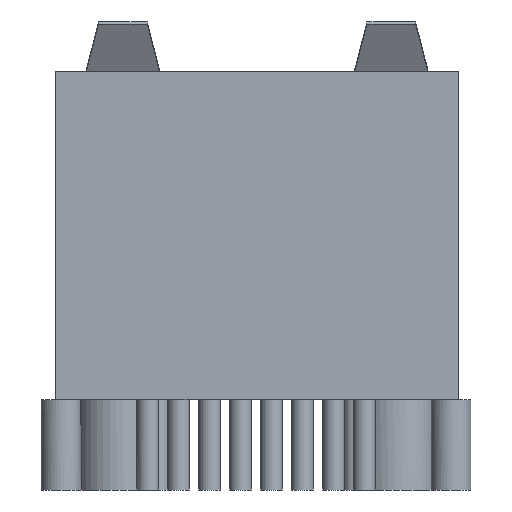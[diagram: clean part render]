
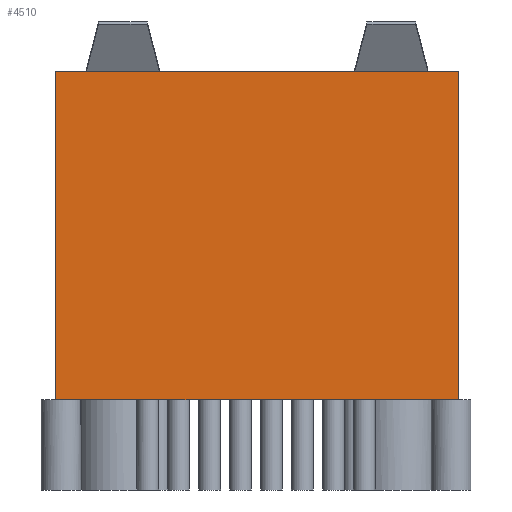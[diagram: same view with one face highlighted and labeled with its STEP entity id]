
A CAD part, front view. The second image highlights one B-rep face of the part: STEP entity #4510.
In plain terms, the highlighted free-form (B-spline) face has degree [1, 1] with [2, 2] control points.
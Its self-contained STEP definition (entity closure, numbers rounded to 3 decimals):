
#200 = B_SPLINE_SURFACE_WITH_KNOTS('',1,1,(
    (#201,#202)
    ,(#203,#204
    )),.UNSPECIFIED.,.F.,.F.,.F.,(2,2),(2,2),(0.,15.75),(-13.46,0.),
  .PIECEWISE_BEZIER_KNOTS.);
#201 = CARTESIAN_POINT('',(-8.205,10.88,13.46));
#202 = CARTESIAN_POINT('',(-8.205,10.88,0.));
#203 = CARTESIAN_POINT('',(-8.205,-10.54,13.46));
#204 = CARTESIAN_POINT('',(-8.205,-10.54,0.));
#253 = B_SPLINE_SURFACE_WITH_KNOTS('',1,1,(
    (#254,#255)
    ,(#256,#257
    )),.UNSPECIFIED.,.F.,.F.,.F.,(2,2),(2,2),(0.,15.75),(-13.46,0.),
  .PIECEWISE_BEZIER_KNOTS.);
#254 = CARTESIAN_POINT('',(8.305,-10.54,13.46));
#255 = CARTESIAN_POINT('',(8.305,-10.54,0.));
#256 = CARTESIAN_POINT('',(8.305,10.88,13.46));
#257 = CARTESIAN_POINT('',(8.305,10.88,0.));
#365 = B_SPLINE_SURFACE_WITH_KNOTS('',1,1,(
    (#366,#367)
    ,(#368,#369
    )),.UNSPECIFIED.,.F.,.F.,.F.,(2,2),(2,2),(-16.51,0.)
  ,(0.,15.75),.PIECEWISE_BEZIER_KNOTS.);
#366 = CARTESIAN_POINT('',(-8.205,10.88,0.));
#367 = CARTESIAN_POINT('',(-8.205,-10.54,0.));
#368 = CARTESIAN_POINT('',(8.305,10.88,0.));
#369 = CARTESIAN_POINT('',(8.305,-10.54,0.));
#2648 = VERTEX_POINT('',#2649);
#2649 = CARTESIAN_POINT('',(-8.205,-10.54,13.46));
#2661 = B_SPLINE_SURFACE_WITH_KNOTS('',1,1,(
    (#2662,#2663)
    ,(#2664,#2665
    )),.UNSPECIFIED.,.F.,.F.,.F.,(2,2),(2,2),(-16.51,0.)
  ,(0.,15.75),.PIECEWISE_BEZIER_KNOTS.);
#2662 = CARTESIAN_POINT('',(-8.205,10.88,13.46));
#2663 = CARTESIAN_POINT('',(-8.205,-10.54,13.46));
#2664 = CARTESIAN_POINT('',(8.305,10.88,13.46));
#2665 = CARTESIAN_POINT('',(8.305,-10.54,13.46));
#2672 = EDGE_CURVE('',#2673,#2648,#2675,.T.);
#2673 = VERTEX_POINT('',#2674);
#2674 = CARTESIAN_POINT('',(-8.205,-10.54,0.));
#2675 = SURFACE_CURVE('',#2676,(#2679,#2685),.PCURVE_S1.);
#2676 = B_SPLINE_CURVE_WITH_KNOTS('',1,(#2677,#2678),.UNSPECIFIED.,.F.,
  .F.,(2,2),(0.,13.46),.PIECEWISE_BEZIER_KNOTS.);
#2677 = CARTESIAN_POINT('',(-8.205,-10.54,0.));
#2678 = CARTESIAN_POINT('',(-8.205,-10.54,13.46));
#2679 = PCURVE('',#200,#2680);
#2680 = DEFINITIONAL_REPRESENTATION('',(#2681),#2684);
#2681 = B_SPLINE_CURVE_WITH_KNOTS('',1,(#2682,#2683),.UNSPECIFIED.,.F.,
  .F.,(2,2),(0.,13.46),.PIECEWISE_BEZIER_KNOTS.);
#2682 = CARTESIAN_POINT('',(15.75,-0.));
#2683 = CARTESIAN_POINT('',(15.75,-13.46));
#2684 = ( GEOMETRIC_REPRESENTATION_CONTEXT(2) 
PARAMETRIC_REPRESENTATION_CONTEXT() REPRESENTATION_CONTEXT('2D SPACE',''
  ) );
#2685 = PCURVE('',#2686,#2691);
#2686 = B_SPLINE_SURFACE_WITH_KNOTS('',1,1,(
    (#2687,#2688)
    ,(#2689,#2690
    )),.UNSPECIFIED.,.F.,.F.,.F.,(2,2),(2,2),(0.,16.51),(-13.46,0.),
  .PIECEWISE_BEZIER_KNOTS.);
#2687 = CARTESIAN_POINT('',(-8.205,-10.54,13.46));
#2688 = CARTESIAN_POINT('',(-8.205,-10.54,0.));
#2689 = CARTESIAN_POINT('',(8.305,-10.54,13.46));
#2690 = CARTESIAN_POINT('',(8.305,-10.54,0.));
#2691 = DEFINITIONAL_REPRESENTATION('',(#2692),#2695);
#2692 = B_SPLINE_CURVE_WITH_KNOTS('',1,(#2693,#2694),.UNSPECIFIED.,.F.,
  .F.,(2,2),(0.,13.46),.PIECEWISE_BEZIER_KNOTS.);
#2693 = CARTESIAN_POINT('',(0.,0.));
#2694 = CARTESIAN_POINT('',(0.,-13.46));
#2695 = ( GEOMETRIC_REPRESENTATION_CONTEXT(2) 
PARAMETRIC_REPRESENTATION_CONTEXT() REPRESENTATION_CONTEXT('2D SPACE',''
  ) );
#2864 = VERTEX_POINT('',#2865);
#2865 = CARTESIAN_POINT('',(8.305,-10.54,0.));
#2883 = EDGE_CURVE('',#2673,#2864,#2884,.T.);
#2884 = SURFACE_CURVE('',#2885,(#2888,#2894),.PCURVE_S1.);
#2885 = B_SPLINE_CURVE_WITH_KNOTS('',1,(#2886,#2887),.UNSPECIFIED.,.F.,
  .F.,(2,2),(0.,16.51),.PIECEWISE_BEZIER_KNOTS.);
#2886 = CARTESIAN_POINT('',(-8.205,-10.54,0.));
#2887 = CARTESIAN_POINT('',(8.305,-10.54,0.));
#2888 = PCURVE('',#365,#2889);
#2889 = DEFINITIONAL_REPRESENTATION('',(#2890),#2893);
#2890 = B_SPLINE_CURVE_WITH_KNOTS('',1,(#2891,#2892),.UNSPECIFIED.,.F.,
  .F.,(2,2),(0.,16.51),.PIECEWISE_BEZIER_KNOTS.);
#2891 = CARTESIAN_POINT('',(-16.51,15.75));
#2892 = CARTESIAN_POINT('',(0.,15.75));
#2893 = ( GEOMETRIC_REPRESENTATION_CONTEXT(2) 
PARAMETRIC_REPRESENTATION_CONTEXT() REPRESENTATION_CONTEXT('2D SPACE',''
  ) );
#2894 = PCURVE('',#2686,#2895);
#2895 = DEFINITIONAL_REPRESENTATION('',(#2896),#2899);
#2896 = B_SPLINE_CURVE_WITH_KNOTS('',1,(#2897,#2898),.UNSPECIFIED.,.F.,
  .F.,(2,2),(0.,16.51),.PIECEWISE_BEZIER_KNOTS.);
#2897 = CARTESIAN_POINT('',(0.,0.));
#2898 = CARTESIAN_POINT('',(16.51,0.));
#2899 = ( GEOMETRIC_REPRESENTATION_CONTEXT(2) 
PARAMETRIC_REPRESENTATION_CONTEXT() REPRESENTATION_CONTEXT('2D SPACE',''
  ) );
#2905 = EDGE_CURVE('',#2864,#2906,#2908,.T.);
#2906 = VERTEX_POINT('',#2907);
#2907 = CARTESIAN_POINT('',(8.305,-10.54,13.46));
#2908 = SURFACE_CURVE('',#2909,(#2912,#2918),.PCURVE_S1.);
#2909 = B_SPLINE_CURVE_WITH_KNOTS('',1,(#2910,#2911),.UNSPECIFIED.,.F.,
  .F.,(2,2),(0.,13.46),.PIECEWISE_BEZIER_KNOTS.);
#2910 = CARTESIAN_POINT('',(8.305,-10.54,0.));
#2911 = CARTESIAN_POINT('',(8.305,-10.54,13.46));
#2912 = PCURVE('',#253,#2913);
#2913 = DEFINITIONAL_REPRESENTATION('',(#2914),#2917);
#2914 = B_SPLINE_CURVE_WITH_KNOTS('',1,(#2915,#2916),.UNSPECIFIED.,.F.,
  .F.,(2,2),(0.,13.46),.PIECEWISE_BEZIER_KNOTS.);
#2915 = CARTESIAN_POINT('',(0.,0.));
#2916 = CARTESIAN_POINT('',(0.,-13.46));
#2917 = ( GEOMETRIC_REPRESENTATION_CONTEXT(2) 
PARAMETRIC_REPRESENTATION_CONTEXT() REPRESENTATION_CONTEXT('2D SPACE',''
  ) );
#2918 = PCURVE('',#2686,#2919);
#2919 = DEFINITIONAL_REPRESENTATION('',(#2920),#2923);
#2920 = B_SPLINE_CURVE_WITH_KNOTS('',1,(#2921,#2922),.UNSPECIFIED.,.F.,
  .F.,(2,2),(0.,13.46),.PIECEWISE_BEZIER_KNOTS.);
#2921 = CARTESIAN_POINT('',(16.51,0.));
#2922 = CARTESIAN_POINT('',(16.51,-13.46));
#2923 = ( GEOMETRIC_REPRESENTATION_CONTEXT(2) 
PARAMETRIC_REPRESENTATION_CONTEXT() REPRESENTATION_CONTEXT('2D SPACE',''
  ) );
#4488 = EDGE_CURVE('',#2648,#2906,#4489,.T.);
#4489 = SURFACE_CURVE('',#4490,(#4493,#4499),.PCURVE_S1.);
#4490 = B_SPLINE_CURVE_WITH_KNOTS('',1,(#4491,#4492),.UNSPECIFIED.,.F.,
  .F.,(2,2),(0.,16.51),.PIECEWISE_BEZIER_KNOTS.);
#4491 = CARTESIAN_POINT('',(-8.205,-10.54,13.46));
#4492 = CARTESIAN_POINT('',(8.305,-10.54,13.46));
#4493 = PCURVE('',#2661,#4494);
#4494 = DEFINITIONAL_REPRESENTATION('',(#4495),#4498);
#4495 = B_SPLINE_CURVE_WITH_KNOTS('',1,(#4496,#4497),.UNSPECIFIED.,.F.,
  .F.,(2,2),(0.,16.51),.PIECEWISE_BEZIER_KNOTS.);
#4496 = CARTESIAN_POINT('',(-16.51,15.75));
#4497 = CARTESIAN_POINT('',(0.,15.75));
#4498 = ( GEOMETRIC_REPRESENTATION_CONTEXT(2) 
PARAMETRIC_REPRESENTATION_CONTEXT() REPRESENTATION_CONTEXT('2D SPACE',''
  ) );
#4499 = PCURVE('',#2686,#4500);
#4500 = DEFINITIONAL_REPRESENTATION('',(#4501),#4504);
#4501 = B_SPLINE_CURVE_WITH_KNOTS('',1,(#4502,#4503),.UNSPECIFIED.,.F.,
  .F.,(2,2),(0.,16.51),.PIECEWISE_BEZIER_KNOTS.);
#4502 = CARTESIAN_POINT('',(0.,-13.46));
#4503 = CARTESIAN_POINT('',(16.51,-13.46));
#4504 = ( GEOMETRIC_REPRESENTATION_CONTEXT(2) 
PARAMETRIC_REPRESENTATION_CONTEXT() REPRESENTATION_CONTEXT('2D SPACE',''
  ) );
#4510 = ADVANCED_FACE('',(#4511),#2686,.F.);
#4511 = FACE_BOUND('',#4512,.F.);
#4512 = EDGE_LOOP('',(#4513,#4514,#4515,#4516));
#4513 = ORIENTED_EDGE('',*,*,#2672,.T.);
#4514 = ORIENTED_EDGE('',*,*,#4488,.T.);
#4515 = ORIENTED_EDGE('',*,*,#2905,.F.);
#4516 = ORIENTED_EDGE('',*,*,#2883,.F.);
